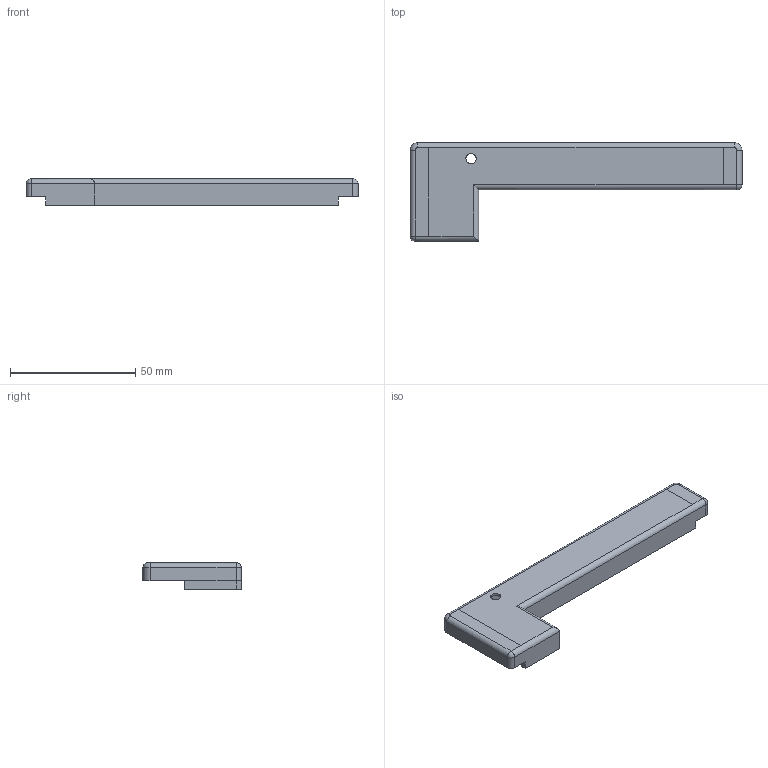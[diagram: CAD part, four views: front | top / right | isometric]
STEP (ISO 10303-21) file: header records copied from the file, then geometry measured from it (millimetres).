
FILE_DESCRIPTION(('HOOPS Exchange Step'),'2;1');
FILE_NAME('temp_export','2025-06-07T22:38:08+09:00',('chuns'),('Shapr3D Limited'),'HOOPS Exchange 2024.8','Shapr3D','Authorized');
FILE_SCHEMA( ('AP242_MANAGED_MODEL_BASED_3D_ENGINEERING_MIM_LF {1 0 10303 442 1 1 4}') );
Length unit declared in the file: millimetre
Products named in the file (3): bottomplate; right; root
Assembly tree (2 placements, depth 3):
  root
    right
      bottomplate
Bounding box: 132.73 x 39.35 x 10.49 mm (x, y, z)
Volume: 9358.4 mm3; surface area: 11094.2 mm2
Topology: 1 solids, 1 shells, 45 faces, 119 edges, 78 vertices
Faces by surface type: plane 26, cylinder 14, torus 2, sphere 2, bspline 1
Full cylindrical faces by diameter (mm): 2.2 x4
Entity records: 2230 total; most frequent: CARTESIAN_POINT 1004, DIRECTION 248, ORIENTED_EDGE 234, EDGE_CURVE 117, AXIS2_PLACEMENT_3D 86, VERTEX_POINT 78, VECTOR 76, LINE 76
